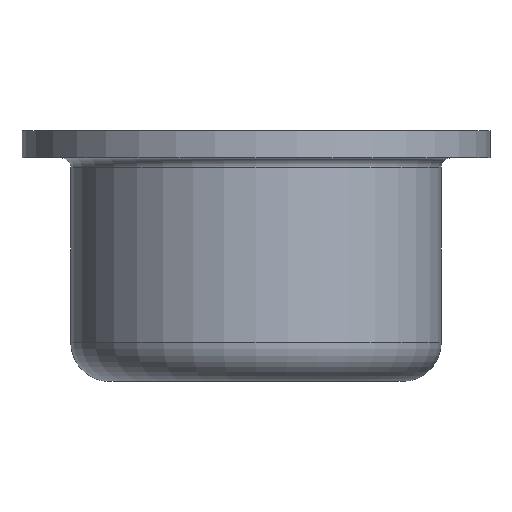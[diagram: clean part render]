
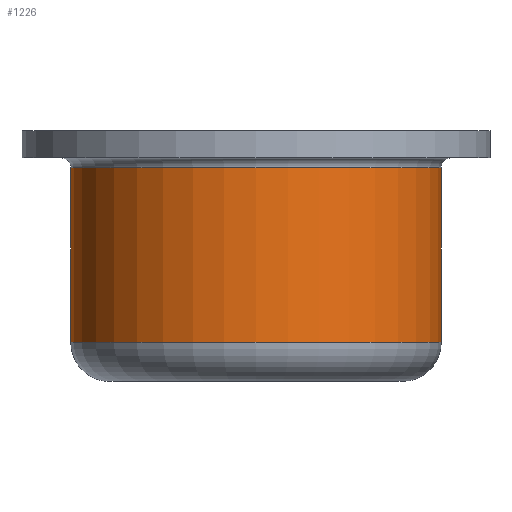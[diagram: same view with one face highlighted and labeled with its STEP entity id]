
A CAD part, front view. The second image highlights one B-rep face of the part: STEP entity #1226.
In plain terms, the highlighted cylindrical face has radius 60.325 mm (diameter 120.65 mm), a full revolution.
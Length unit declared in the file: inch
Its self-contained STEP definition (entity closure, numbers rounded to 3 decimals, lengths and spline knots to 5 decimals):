
#217=FACE_BOUND('',#402,.T.);
#284=FACE_OUTER_BOUND('',#401,.T.);
#401=EDGE_LOOP('',(#1107));
#402=EDGE_LOOP('',(#1108));
#512=CIRCLE('',#1401,2.375);
#513=CIRCLE('',#1403,2.375);
#623=VERTEX_POINT('',#2159);
#624=VERTEX_POINT('',#2162);
#788=EDGE_CURVE('',#623,#623,#512,.T.);
#789=EDGE_CURVE('',#624,#624,#513,.T.);
#1107=ORIENTED_EDGE('',*,*,#788,.T.);
#1108=ORIENTED_EDGE('',*,*,#789,.F.);
#1159=CYLINDRICAL_SURFACE('',#1402,2.375);
#1226=ADVANCED_FACE('',(#284,#217),#1159,.T.);
#1401=AXIS2_PLACEMENT_3D('',#2160,#1806,#1807);
#1402=AXIS2_PLACEMENT_3D('',#2161,#1808,#1809);
#1403=AXIS2_PLACEMENT_3D('',#2163,#1810,#1811);
#1806=DIRECTION('center_axis',(0.,0.,-1.));
#1807=DIRECTION('ref_axis',(1.,0.,0.));
#1808=DIRECTION('center_axis',(0.,0.,-1.));
#1809=DIRECTION('ref_axis',(-1.,0.,0.));
#1810=DIRECTION('center_axis',(0.,0.,-1.));
#1811=DIRECTION('ref_axis',(1.,0.,0.));
#2159=CARTESIAN_POINT('',(-2.375,0.,-0.475));
#2160=CARTESIAN_POINT('Origin',(0.,0.,-0.475));
#2161=CARTESIAN_POINT('Origin',(0.,0.,-1.595));
#2162=CARTESIAN_POINT('',(-2.375,0.,-2.715));
#2163=CARTESIAN_POINT('Origin',(0.,0.,-2.715));
